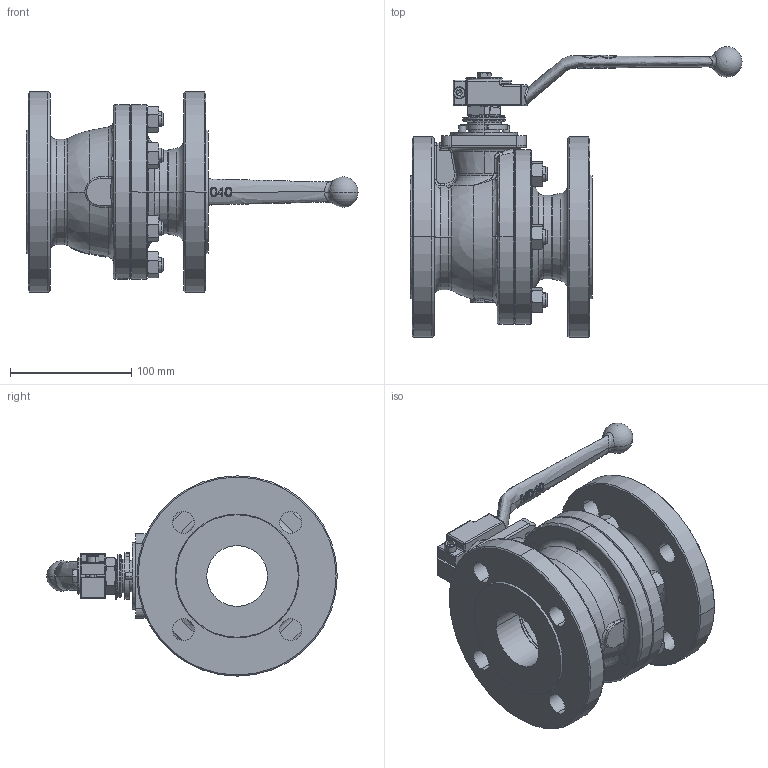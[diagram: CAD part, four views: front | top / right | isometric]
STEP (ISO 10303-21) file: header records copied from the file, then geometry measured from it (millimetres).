
FILE_DESCRIPTION (( 'STEP AP203' ), '1' );
FILE_NAME ('Fig.540 DN-050 TYPE B + WRENCH.STEP', '2021-03-08T14:01:39', ( '' ), ( '' ), 'SwSTEP 2.0', 'SolidWorks 2020', '' );
FILE_SCHEMA (( 'CONFIG_CONTROL_DESIGN' ));
Products named in the file (1): Fig.540 DN-050 TYPE B + WRENCH
Bounding box: 273.5 x 239.3 x 165 mm (x, y, z)
Volume: 1455611.9 mm3; surface area: 282268.9 mm2
Topology: 29 solids, 29 shells, 1065 faces, 2563 edges, 1565 vertices
Faces by surface type: plane 308, cylinder 278, cone 232, bspline 151, torus 61, sphere 35
Entity records: 49322 total; most frequent: CARTESIAN_POINT 25588, ORIENTED_EDGE 5052, DIRECTION 4706, EDGE_CURVE 2526, AXIS2_PLACEMENT_3D 1945, VERTEX_POINT 1562, EDGE_LOOP 1196, ADVANCED_FACE 1065
